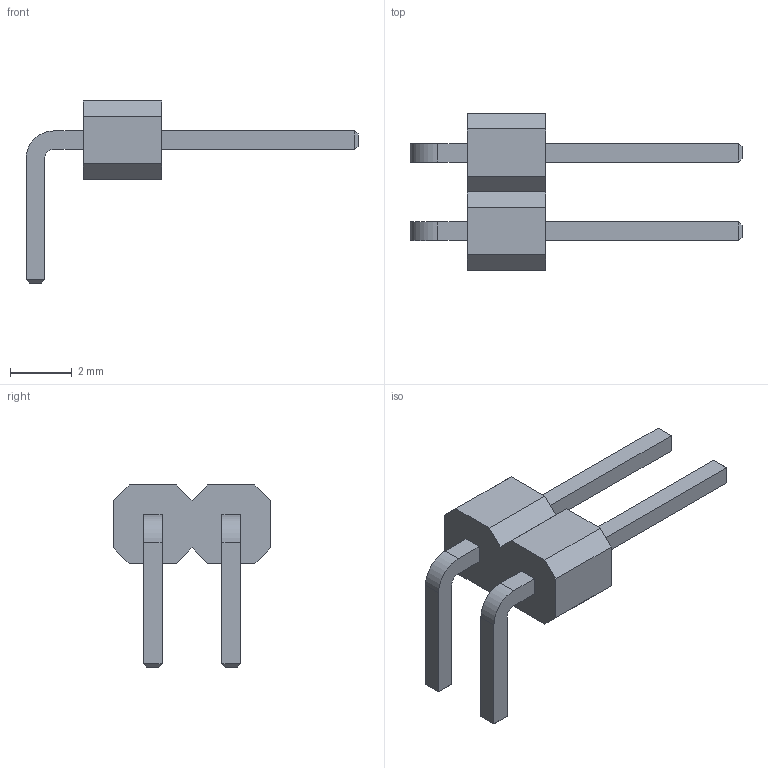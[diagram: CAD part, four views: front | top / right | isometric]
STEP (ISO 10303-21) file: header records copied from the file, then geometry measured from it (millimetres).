
FILE_DESCRIPTION (( 'STEP AP214' ), '1' );
FILE_NAME ('Conn_PLS2R.STEP', '2018-04-24T15:21:47', ( '' ), ( '' ), 'SwSTEP 2.0', 'SolidWorks 2018', '' );
FILE_SCHEMA (( 'AUTOMOTIVE_DESIGN' ));
Length unit declared in the file: millimetre
Products named in the file (1): Conn_PLS2R
Bounding box: 10.76 x 5.08 x 5.9 mm (x, y, z)
Volume: 39 mm3; surface area: 120 mm2
Topology: 1 solids, 1 shells, 60 faces, 146 edges, 92 vertices
Faces by surface type: plane 56, cylinder 4
Entity records: 2404 total; most frequent: CARTESIAN_POINT 299, ORIENTED_EDGE 292, DIRECTION 276, EDGE_CURVE 146, VECTOR 138, LINE 138, VERTEX_POINT 92, AXIS2_PLACEMENT_3D 69
